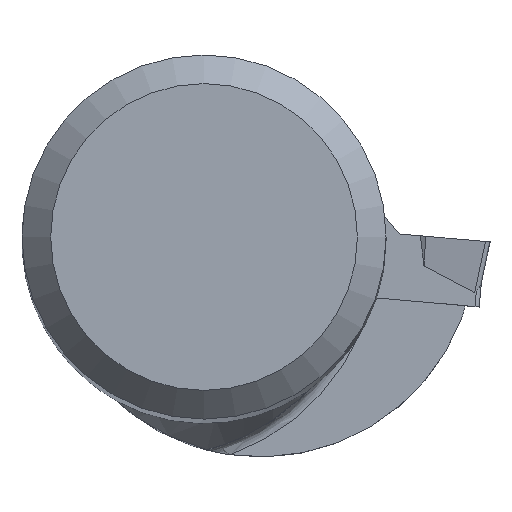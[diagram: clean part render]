
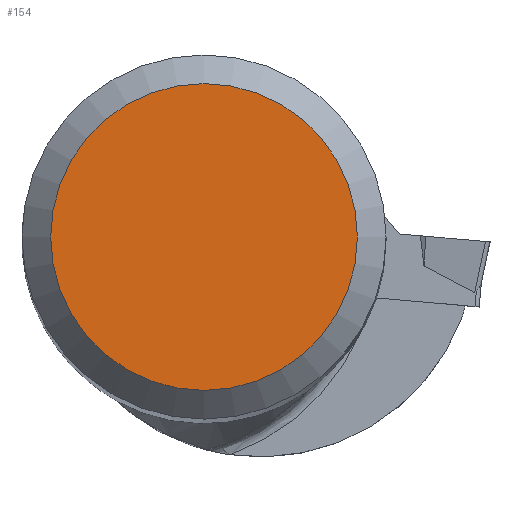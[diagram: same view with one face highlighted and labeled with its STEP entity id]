
A CAD part, top view. The second image highlights one B-rep face of the part: STEP entity #154.
In plain terms, the highlighted planar face has unit normal (0, 0, 1).
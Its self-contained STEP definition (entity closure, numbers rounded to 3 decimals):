
#154=ADVANCED_FACE('',(#243),#208,.F.);
#208=PLANE('',#1309);
#243=FACE_OUTER_BOUND('',#304,.T.);
#304=EDGE_LOOP('',(#636));
#538=CIRCLE('',#1308,10.7);
#636=ORIENTED_EDGE('',*,*,#1060,.T.);
#935=VERTEX_POINT('',#1884);
#1060=EDGE_CURVE('',#935,#935,#538,.T.);
#1308=AXIS2_PLACEMENT_3D('',#1883,#1461,#1462);
#1309=AXIS2_PLACEMENT_3D('',#1885,#1463,#1464);
#1461=DIRECTION('',(0.,0.,1.));
#1462=DIRECTION('',(0.,1.,0.));
#1463=DIRECTION('',(0.,0.,-1.));
#1464=DIRECTION('',(0.,1.,0.));
#1883=CARTESIAN_POINT('',(0.,0.,0.));
#1884=CARTESIAN_POINT('',(0.,10.7,0.));
#1885=CARTESIAN_POINT('',(0.,0.,0.));
